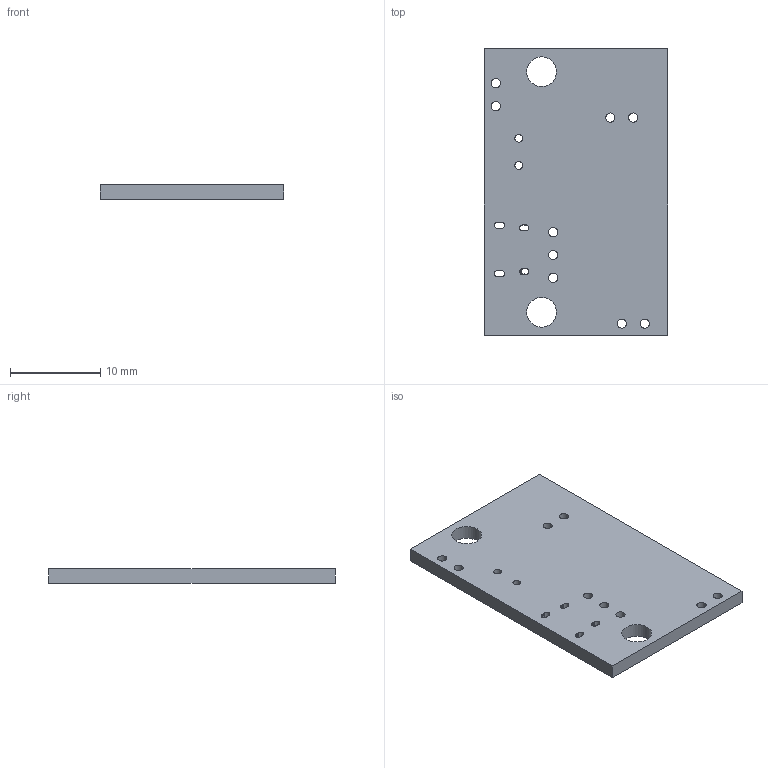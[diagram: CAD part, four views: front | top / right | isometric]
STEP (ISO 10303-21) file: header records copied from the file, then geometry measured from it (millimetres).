
FILE_DESCRIPTION(('KiCad electronic assembly'),'2;1');
FILE_NAME('LiPoChargerBooster5V1A_v10.step','2023-04-08T15:17:53',( 'Pcbnew'),('Kicad'),'Open CASCADE STEP processor 7.5', 'KiCad to STEP converter','Unknown');
FILE_SCHEMA(('AUTOMOTIVE_DESIGN { 1 0 10303 214 1 1 1 1 }'));
Length unit declared in the file: millimetre
Products named in the file (2): LiPoChargerBooster5V1A_v10 1; LiPoChargerBooster5V1A_v10 PCB
Assembly tree (1 placements, depth 2):
  LiPoChargerBooster5V1A_v10 1
    LiPoChargerBooster5V1A_v10 PCB
Bounding box: 20.32 x 31.75 x 1.6 mm (x, y, z)
Volume: 987.5 mm3; surface area: 1511 mm2
Topology: 4 solids, 5 shells, 64 faces, 170 edges, 116 vertices
Faces by surface type: cylinder 54, plane 10
Full cylindrical faces by diameter (mm): 0.85 x2, 1.016 x9, 3.302 x2
Entity records: 4352 total; most frequent: CARTESIAN_POINT 761, DIRECTION 677, ORIENTED_EDGE 340, PCURVE 340, DEFINITIONAL_REPRESENTATION 340, LINE 237, VECTOR 237, CIRCLE 204
